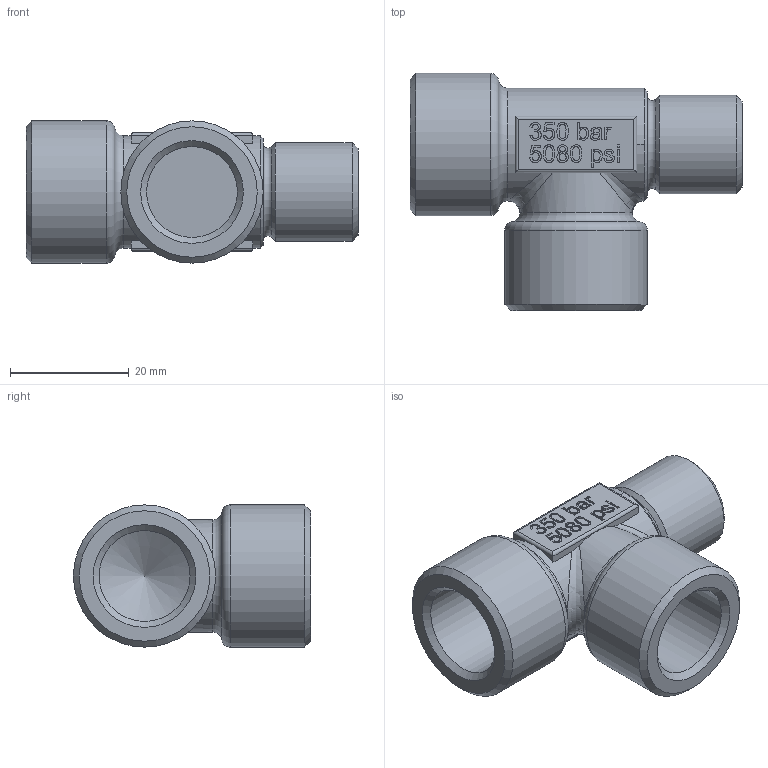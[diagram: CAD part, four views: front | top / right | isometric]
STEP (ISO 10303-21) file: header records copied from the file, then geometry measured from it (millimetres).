
FILE_DESCRIPTION(/* description */ ('Unknown'),/* implementation_level */ '2;1');
FILE_NAME(/* name */ '010005470',/* time_stamp */ '2020-06-15T16:04:24+02:00',/* author */ ('Unknown'),/* organization */ ('Unknown'),/* preprocessor_version */ 'ST-DEVELOPER v16.7',/* originating_system */ 'DEX',/* authorisation */ $);
FILE_SCHEMA (('AUTOMOTIVE_DESIGN {1 0 10303 214 3 1 1}'));
Length unit declared in the file: millimetre
Products named in the file (1): 010005470
Bounding box: 56 x 40 x 24 mm (x, y, z)
Volume: 19263.2 mm3; surface area: 7638.1 mm2
Topology: 1 solids, 1 shells, 176 faces, 414 edges, 268 vertices
Faces by surface type: plane 100, bspline 35, cylinder 27, cone 9, torus 5
Full cylindrical faces by diameter (mm): 15.33 x4, 16.66 x1, 19 x2, 24 x2
Entity records: 8130 total; most frequent: CARTESIAN_POINT 3425, ORIENTED_EDGE 732, DIRECTION 559, EDGE_CURVE 366, VERTEX_POINT 256, FACE_BOUND 238, EDGE_LOOP 236, AXIS2_PLACEMENT_3D 210
